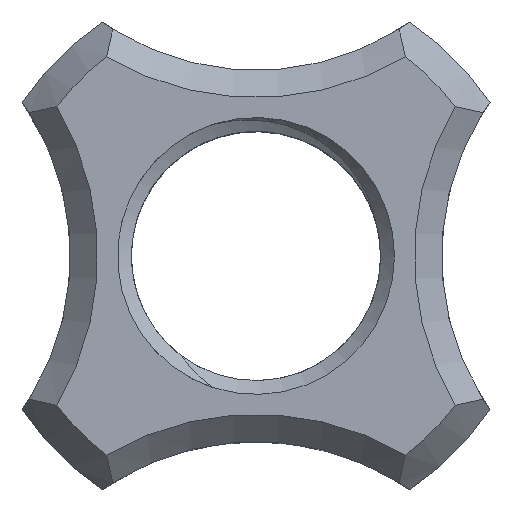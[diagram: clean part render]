
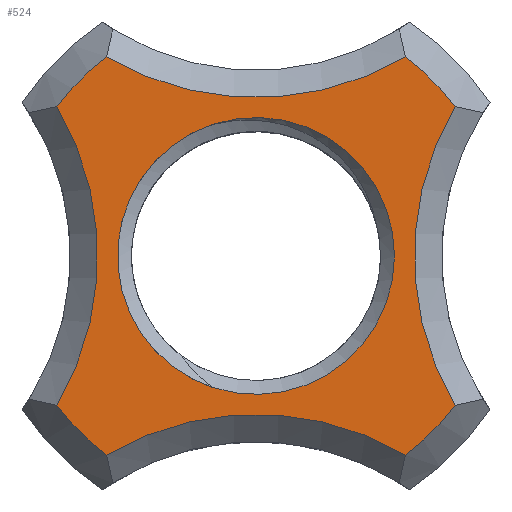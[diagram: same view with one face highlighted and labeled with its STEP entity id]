
A CAD part, top view. The second image highlights one B-rep face of the part: STEP entity #524.
In plain terms, the highlighted planar face has unit normal (0, 0, 1).
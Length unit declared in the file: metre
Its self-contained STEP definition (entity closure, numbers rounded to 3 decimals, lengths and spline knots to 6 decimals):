
#43=PLANE('',#579);
#102=CIRCLE('',#580,0.0153);
#103=CIRCLE('',#581,0.0153);
#104=CIRCLE('',#582,0.0325);
#105=CIRCLE('',#583,0.0275);
#106=CIRCLE('',#584,0.0325);
#107=CIRCLE('',#585,0.0275);
#108=CIRCLE('',#586,0.0325);
#109=CIRCLE('',#587,0.0275);
#110=CIRCLE('',#588,0.0325);
#111=CIRCLE('',#589,0.0275);
#150=ORIENTED_EDGE('',*,*,#320,.F.);
#151=ORIENTED_EDGE('',*,*,#321,.F.);
#152=ORIENTED_EDGE('',*,*,#322,.F.);
#153=ORIENTED_EDGE('',*,*,#323,.F.);
#154=ORIENTED_EDGE('',*,*,#324,.F.);
#155=ORIENTED_EDGE('',*,*,#325,.F.);
#156=ORIENTED_EDGE('',*,*,#326,.F.);
#157=ORIENTED_EDGE('',*,*,#327,.F.);
#158=ORIENTED_EDGE('',*,*,#328,.F.);
#159=ORIENTED_EDGE('',*,*,#329,.F.);
#320=EDGE_CURVE('',#393,#391,#102,.T.);
#321=EDGE_CURVE('',#391,#393,#103,.T.);
#322=EDGE_CURVE('',#402,#403,#104,.T.);
#323=EDGE_CURVE('',#404,#402,#105,.F.);
#324=EDGE_CURVE('',#405,#404,#106,.T.);
#325=EDGE_CURVE('',#406,#405,#107,.F.);
#326=EDGE_CURVE('',#407,#406,#108,.T.);
#327=EDGE_CURVE('',#408,#407,#109,.F.);
#328=EDGE_CURVE('',#409,#408,#110,.T.);
#329=EDGE_CURVE('',#403,#409,#111,.F.);
#391=VERTEX_POINT('',#1413);
#393=VERTEX_POINT('',#1716);
#402=VERTEX_POINT('',#1744);
#403=VERTEX_POINT('',#1745);
#404=VERTEX_POINT('',#1747);
#405=VERTEX_POINT('',#1749);
#406=VERTEX_POINT('',#1751);
#407=VERTEX_POINT('',#1753);
#408=VERTEX_POINT('',#1755);
#409=VERTEX_POINT('',#1757);
#451=EDGE_LOOP('',(#150,#151));
#452=EDGE_LOOP('',(#152,#153,#154,#155,#156,#157,#158,#159));
#485=FACE_BOUND('',#451,.T.);
#486=FACE_BOUND('',#452,.T.);
#524=ADVANCED_FACE('',(#485,#486),#43,.F.);
#579=AXIS2_PLACEMENT_3D('',#1740,#663,#664);
#580=AXIS2_PLACEMENT_3D('',#1741,#665,#666);
#581=AXIS2_PLACEMENT_3D('',#1742,#667,#668);
#582=AXIS2_PLACEMENT_3D('',#1743,#669,#670);
#583=AXIS2_PLACEMENT_3D('',#1746,#671,#672);
#584=AXIS2_PLACEMENT_3D('',#1748,#673,#674);
#585=AXIS2_PLACEMENT_3D('',#1750,#675,#676);
#586=AXIS2_PLACEMENT_3D('',#1752,#677,#678);
#587=AXIS2_PLACEMENT_3D('',#1754,#679,#680);
#588=AXIS2_PLACEMENT_3D('',#1756,#681,#682);
#589=AXIS2_PLACEMENT_3D('',#1758,#683,#684);
#663=DIRECTION('',(0.,0.,-1.));
#664=DIRECTION('',(1.,0.,0.));
#665=DIRECTION('',(0.,0.,1.));
#666=DIRECTION('',(1.,0.,0.));
#667=DIRECTION('',(0.,0.,1.));
#668=DIRECTION('',(-0.311,0.95,0.));
#669=DIRECTION('',(0.,0.,1.));
#670=DIRECTION('',(1.,0.,0.));
#671=DIRECTION('',(0.,0.,1.));
#672=DIRECTION('',(1.,0.,0.));
#673=DIRECTION('',(0.,0.,1.));
#674=DIRECTION('',(1.,0.,0.));
#675=DIRECTION('',(0.,0.,1.));
#676=DIRECTION('',(1.,0.,0.));
#677=DIRECTION('',(0.,0.,1.));
#678=DIRECTION('',(1.,0.,0.));
#679=DIRECTION('',(0.,0.,1.));
#680=DIRECTION('',(1.,0.,0.));
#681=DIRECTION('',(0.,0.,1.));
#682=DIRECTION('',(1.,0.,0.));
#683=DIRECTION('',(0.,0.,1.));
#684=DIRECTION('',(1.,0.,0.));
#1413=CARTESIAN_POINT('',(-0.004756,0.014542,0.09));
#1716=CARTESIAN_POINT('',(-0.004756,-0.014542,0.09));
#1740=CARTESIAN_POINT('',(0.0203,0.,0.09));
#1741=CARTESIAN_POINT('',(0.,0.,0.09));
#1742=CARTESIAN_POINT('',(0.,0.,0.09));
#1743=CARTESIAN_POINT('',(0.,0.05,0.09));
#1744=CARTESIAN_POINT('',(-0.0165,0.022,0.09));
#1745=CARTESIAN_POINT('',(0.0165,0.022,0.09));
#1746=CARTESIAN_POINT('',(0.,0.,0.09));
#1747=CARTESIAN_POINT('',(-0.022,0.0165,0.09));
#1748=CARTESIAN_POINT('',(-0.05,0.,0.09));
#1749=CARTESIAN_POINT('',(-0.022,-0.0165,0.09));
#1750=CARTESIAN_POINT('',(0.,0.,0.09));
#1751=CARTESIAN_POINT('',(-0.0165,-0.022,0.09));
#1752=CARTESIAN_POINT('',(0.,-0.05,0.09));
#1753=CARTESIAN_POINT('',(0.0165,-0.022,0.09));
#1754=CARTESIAN_POINT('',(0.,0.,0.09));
#1755=CARTESIAN_POINT('',(0.022,-0.0165,0.09));
#1756=CARTESIAN_POINT('',(0.05,0.,0.09));
#1757=CARTESIAN_POINT('',(0.022,0.0165,0.09));
#1758=CARTESIAN_POINT('',(0.,0.,0.09));
